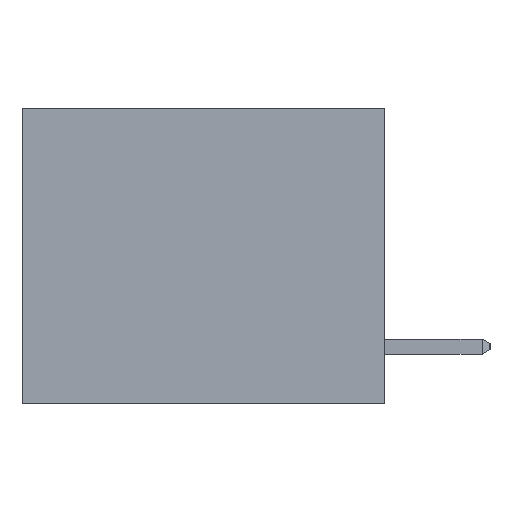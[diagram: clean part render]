
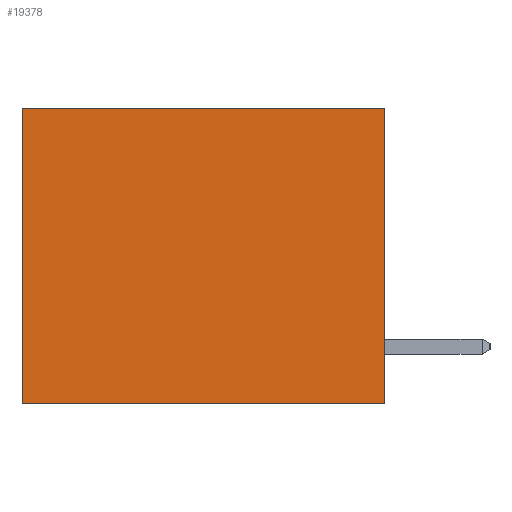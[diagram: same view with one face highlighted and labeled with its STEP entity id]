
A CAD part, left-side view. The second image highlights one B-rep face of the part: STEP entity #19378.
In plain terms, the highlighted planar face has unit normal (-1, 0, 0).
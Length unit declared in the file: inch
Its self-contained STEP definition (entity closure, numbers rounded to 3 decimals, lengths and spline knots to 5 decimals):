
#144 = DIRECTION ( 'NONE',  ( 0., 0., -1. ) ) ;
#307 = LINE ( 'NONE', #12890, #23861 ) ;
#711 = EDGE_CURVE ( 'NONE', #11542, #3209, #15828, .T. ) ;
#2203 = VERTEX_POINT ( 'NONE', #22992 ) ;
#2502 = ORIENTED_EDGE ( 'NONE', *, *, #21303, .T. ) ;
#3082 = DIRECTION ( 'NONE',  ( 0., 1., 0. ) ) ;
#3209 = VERTEX_POINT ( 'NONE', #3277 ) ;
#3277 = CARTESIAN_POINT ( 'NONE',  ( 0.3165, 0.6, -0.49 ) ) ;
#3869 = VERTEX_POINT ( 'NONE', #26159 ) ;
#6710 = CARTESIAN_POINT ( 'NONE',  ( 0.3165, 0., -0.49 ) ) ;
#7483 = CARTESIAN_POINT ( 'NONE',  ( 0.3165, 0., -0.49 ) ) ;
#8333 = FACE_OUTER_BOUND ( 'NONE', #17159, .T. ) ;
#8484 = ORIENTED_EDGE ( 'NONE', *, *, #711, .F. ) ;
#8751 = DIRECTION ( 'NONE',  ( 0., 0., -1. ) ) ;
#9234 = DIRECTION ( 'NONE',  ( 0., 0., -1. ) ) ;
#11542 = VERTEX_POINT ( 'NONE', #7483 ) ;
#12890 = CARTESIAN_POINT ( 'NONE',  ( 0.3165, 0.6, -0.49 ) ) ;
#13060 = LINE ( 'NONE', #16777, #23219 ) ;
#13174 = VECTOR ( 'NONE', #144, 39.37008 ) ;
#13930 = VECTOR ( 'NONE', #3082, 39.37008 ) ;
#15828 = LINE ( 'NONE', #17468, #13930 ) ;
#16777 = CARTESIAN_POINT ( 'NONE',  ( 0.3165, 0., 0. ) ) ;
#17159 = EDGE_LOOP ( 'NONE', ( #2502, #8484, #23868, #17408 ) ) ;
#17408 = ORIENTED_EDGE ( 'NONE', *, *, #21310, .T. ) ;
#17468 = CARTESIAN_POINT ( 'NONE',  ( 0.3165, 0., -0.49 ) ) ;
#18404 = EDGE_CURVE ( 'NONE', #2203, #11542, #18564, .T. ) ;
#18564 = LINE ( 'NONE', #24525, #13174 ) ;
#18799 = PLANE ( 'NONE',  #22954 ) ;
#18885 = DIRECTION ( 'NONE',  ( 1., 0., 0. ) ) ;
#19173 = DIRECTION ( 'NONE',  ( 0., 1., 0. ) ) ;
#19378 = ADVANCED_FACE ( 'NONE', ( #8333 ), #18799, .F. ) ;
#21303 = EDGE_CURVE ( 'NONE', #3869, #3209, #307, .T. ) ;
#21310 = EDGE_CURVE ( 'NONE', #2203, #3869, #13060, .T. ) ;
#22954 = AXIS2_PLACEMENT_3D ( 'NONE', #6710, #18885, #8751 ) ;
#22992 = CARTESIAN_POINT ( 'NONE',  ( 0.3165, 0., 0. ) ) ;
#23219 = VECTOR ( 'NONE', #19173, 39.37008 ) ;
#23861 = VECTOR ( 'NONE', #9234, 39.37008 ) ;
#23868 = ORIENTED_EDGE ( 'NONE', *, *, #18404, .F. ) ;
#24525 = CARTESIAN_POINT ( 'NONE',  ( 0.3165, 0., -0.49 ) ) ;
#26159 = CARTESIAN_POINT ( 'NONE',  ( 0.3165, 0.6, 0. ) ) ;
